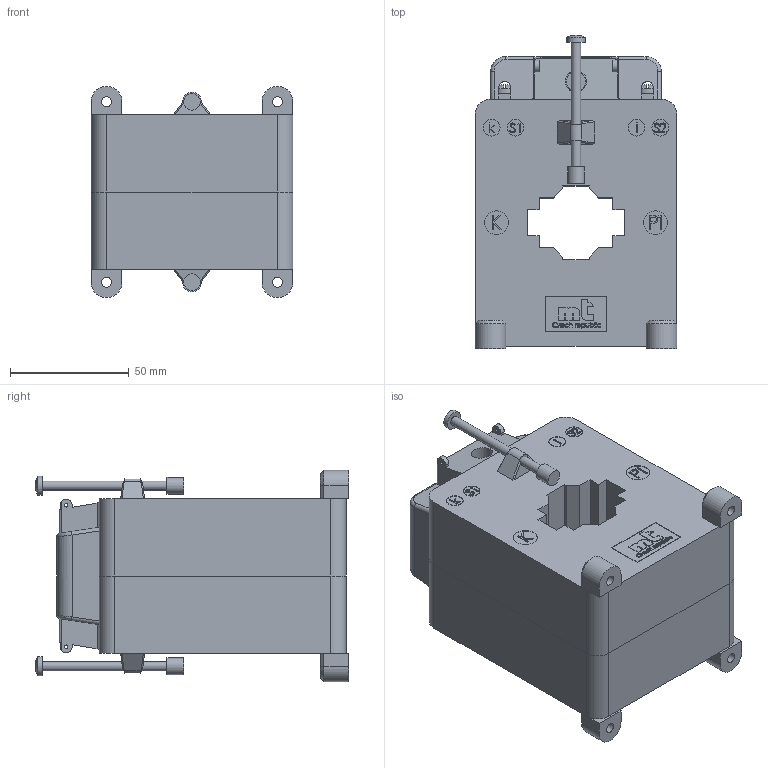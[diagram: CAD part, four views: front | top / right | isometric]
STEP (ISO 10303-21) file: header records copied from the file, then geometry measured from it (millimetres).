
FILE_DESCRIPTION(/* description */ (''),/* implementation_level */ '2;1');
FILE_NAME(/* name */ 'CLA 2.2.step',/* time_stamp */ '2024-10-22T19:44:39+02:00',/* author */ ('peter'),/* organization */ (''),/* preprocessor_version */ 'ST-DEVELOPER v20',/* originating_system */ 'Autodesk Inventor 2025',/* authorisation */ '');
FILE_SCHEMA (('AUTOMOTIVE_DESIGN { 1 0 10303 214 3 1 1 }'));
Products named in the file (11): Current transformer CLA 2.2; Front plastic case CLA 2.2; Back plastic case CLA 2.2; Type label CLA 2.2; Secondary terminal cover CLA; Plastic mounting foot; Secondary terminal; Screw M5x8; Screw 4x60; Rivet 40; Insulating cap
Assembly tree (19 placements, depth 2):
  Current transformer CLA 2.2
    Front plastic case CLA 2.2
    Back plastic case CLA 2.2
    Type label CLA 2.2
    Secondary terminal cover CLA
    Plastic mounting foot  x4
    Secondary terminal  x2
    Screw M5x8  x2
    Screw 4x60  x2
    Rivet 40  x3
    Insulating cap  x2
Bounding box: 85 x 132 x 89 mm (x, y, z)
Volume: 557659.8 mm3; surface area: 98094.3 mm2
Topology: 19 solids, 22 shells, 1272 faces, 3312 edges, 2192 vertices
Faces by surface type: plane 776, bspline 293, cylinder 165, cone 26, sphere 6, torus 6
Full cylindrical faces by diameter (mm): 1.5 x4, 2.4 x3, 2.5 x2, 3.5 x2, 4 x7, 4.2 x12, 5 x5, 7 x10, 8 x12, 9 x6, 10 x6
Entity records: 48241 total; most frequent: CARTESIAN_POINT 22211, ORIENTED_EDGE 5770, DIRECTION 4266, EDGE_CURVE 2885, LINE 1998, VECTOR 1998, VERTEX_POINT 1913, EDGE_LOOP 1220
